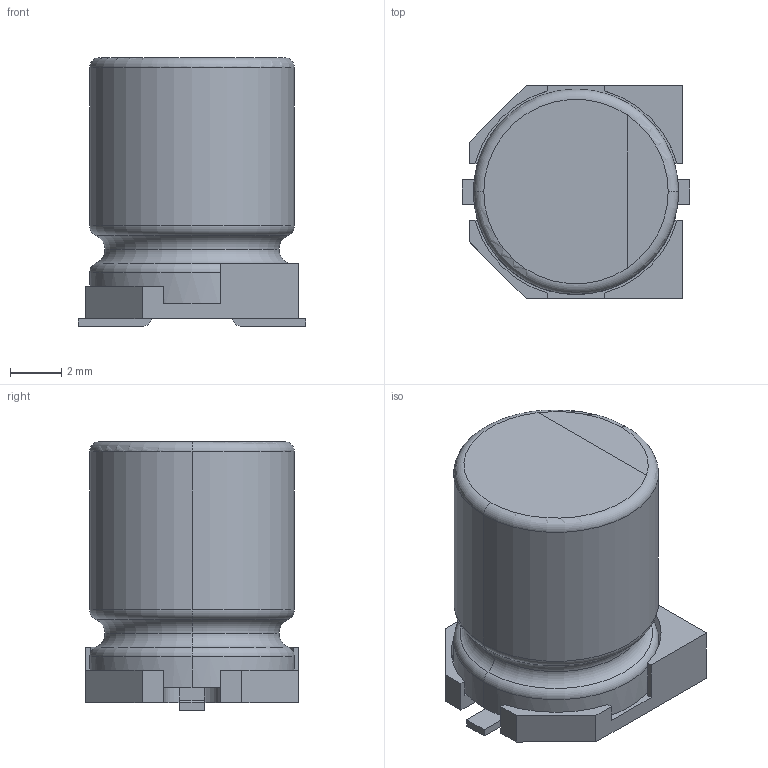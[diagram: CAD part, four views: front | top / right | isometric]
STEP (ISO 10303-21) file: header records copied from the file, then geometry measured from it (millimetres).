
FILE_DESCRIPTION (( 'STEP AP214' ), '1' );
FILE_NAME ('CAP-SMD_BD8.0-L8.3-W8.3-LS9.3-FD-1.step', '2022-07-01T06:30:03', ( '' ), ( '' ), 'SwSTEP 2.0', 'SolidWorks 2020', '' );
FILE_SCHEMA (( 'AUTOMOTIVE_DESIGN' ));
Length unit declared in the file: millimetre
Products named in the file (1): CAP-SMD_BD8.0-L8.3-W8.3-LS9.3-FD-1
Bounding box: 8.9 x 8.3 x 10.5 mm (x, y, z)
Volume: 513.2 mm3; surface area: 459.4 mm2
Topology: 1 solids, 1 shells, 290 faces, 785 edges, 518 vertices
Faces by surface type: plane 167, bspline 98, cylinder 15, torus 10
Entity records: 12791 total; most frequent: CARTESIAN_POINT 2900, ORIENTED_EDGE 1570, DIRECTION 1025, EDGE_CURVE 785, LINE 531, VECTOR 531, VERTEX_POINT 518, EDGE_LOOP 311
